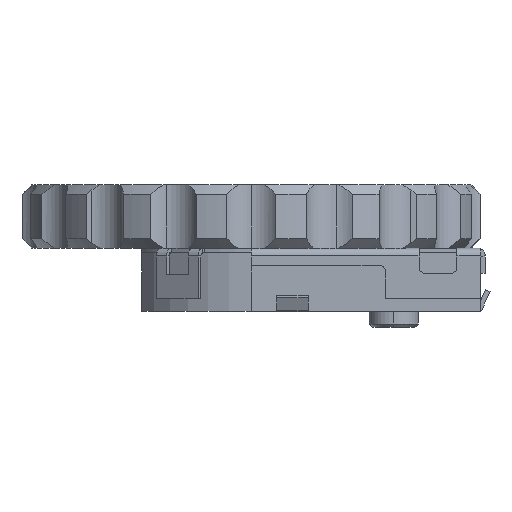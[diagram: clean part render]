
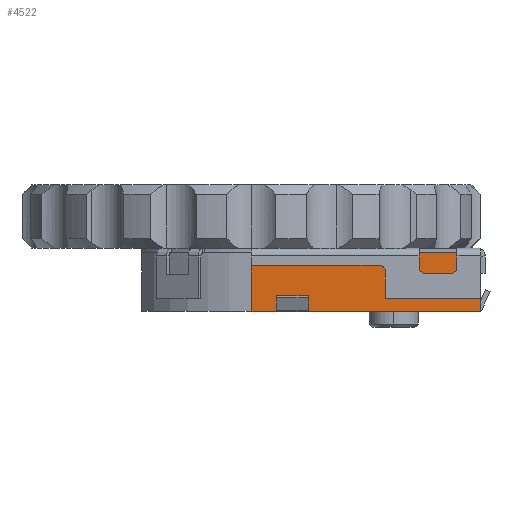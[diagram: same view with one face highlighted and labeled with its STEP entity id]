
A CAD part, left-side view. The second image highlights one B-rep face of the part: STEP entity #4522.
In plain terms, the highlighted planar face has unit normal (-1, 0, 0).
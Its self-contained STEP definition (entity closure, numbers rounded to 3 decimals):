
#362 = CARTESIAN_POINT ( 'NONE',  ( -5., 2.825, 0.262 ) ) ;
#1187 = EDGE_CURVE ( 'NONE', #15617, #22241, #4714, .T. ) ;
#1732 = EDGE_CURVE ( 'NONE', #12837, #1815, #12797, .T. ) ;
#1815 = VERTEX_POINT ( 'NONE', #14838 ) ;
#1931 = CARTESIAN_POINT ( 'NONE',  ( -5., 3.625, 1.85 ) ) ;
#1936 = DIRECTION ( 'NONE',  ( 0., 0., -1. ) ) ;
#2864 = VECTOR ( 'NONE', #20779, 1000. ) ;
#2887 = DIRECTION ( 'NONE',  ( 0., 0., -1. ) ) ;
#3159 = DIRECTION ( 'NONE',  ( 0., -1., 0. ) ) ;
#3706 = ORIENTED_EDGE ( 'NONE', *, *, #19366, .F. ) ;
#4522 = ADVANCED_FACE ( 'NONE', ( #10573 ), #8685, .F. ) ;
#4714 = LINE ( 'NONE', #17498, #2864 ) ;
#5024 = DIRECTION ( 'NONE',  ( 0., 0., -1. ) ) ;
#5698 = VERTEX_POINT ( 'NONE', #11141 ) ;
#5715 = LINE ( 'NONE', #14411, #14038 ) ;
#5905 = VECTOR ( 'NONE', #11358, 1000. ) ;
#6467 = LINE ( 'NONE', #13950, #7528 ) ;
#7528 = VECTOR ( 'NONE', #5024, 1000. ) ;
#7558 = ORIENTED_EDGE ( 'NONE', *, *, #17063, .F. ) ;
#7734 = LINE ( 'NONE', #11743, #11302 ) ;
#7872 = EDGE_CURVE ( 'NONE', #18383, #11913, #12902, .T. ) ;
#8685 = PLANE ( 'NONE',  #20925 ) ;
#8998 = EDGE_CURVE ( 'NONE', #5698, #18383, #13984, .T. ) ;
#9303 = VECTOR ( 'NONE', #10997, 1000. ) ;
#9384 = ORIENTED_EDGE ( 'NONE', *, *, #13508, .T. ) ;
#9879 = LINE ( 'NONE', #19229, #22815 ) ;
#10573 = FACE_OUTER_BOUND ( 'NONE', #14046, .T. ) ;
#10591 = ORIENTED_EDGE ( 'NONE', *, *, #7872, .T. ) ;
#10997 = DIRECTION ( 'NONE',  ( 0., -1., 0. ) ) ;
#10999 = CARTESIAN_POINT ( 'NONE',  ( -5., 3.625, 0.262 ) ) ;
#11141 = CARTESIAN_POINT ( 'NONE',  ( -5., 3.625, 1.85 ) ) ;
#11302 = VECTOR ( 'NONE', #2887, 1000. ) ;
#11358 = DIRECTION ( 'NONE',  ( 0., -1., 0. ) ) ;
#11743 = CARTESIAN_POINT ( 'NONE',  ( -5., -3.625, 1.85 ) ) ;
#11913 = VERTEX_POINT ( 'NONE', #12119 ) ;
#12119 = CARTESIAN_POINT ( 'NONE',  ( -5., 2.825, 0. ) ) ;
#12797 = LINE ( 'NONE', #10999, #5905 ) ;
#12837 = VERTEX_POINT ( 'NONE', #362 ) ;
#12902 = LINE ( 'NONE', #14719, #9303 ) ;
#13010 = VERTEX_POINT ( 'NONE', #13153 ) ;
#13153 = CARTESIAN_POINT ( 'NONE',  ( -5., -3.625, 1.85 ) ) ;
#13508 = EDGE_CURVE ( 'NONE', #1815, #15617, #5715, .T. ) ;
#13950 = CARTESIAN_POINT ( 'NONE',  ( -5., 2.825, 1.85 ) ) ;
#13984 = LINE ( 'NONE', #17863, #22425 ) ;
#14038 = VECTOR ( 'NONE', #1936, 1000. ) ;
#14046 = EDGE_LOOP ( 'NONE', ( #7558, #16458, #9384, #14698, #3706, #22324, #18315, #10591 ) ) ;
#14411 = CARTESIAN_POINT ( 'NONE',  ( -5., 1.825, 1.85 ) ) ;
#14698 = ORIENTED_EDGE ( 'NONE', *, *, #1187, .T. ) ;
#14719 = CARTESIAN_POINT ( 'NONE',  ( -5., 3.625, 0. ) ) ;
#14838 = CARTESIAN_POINT ( 'NONE',  ( -5., 1.825, 0.262 ) ) ;
#15617 = VERTEX_POINT ( 'NONE', #20103 ) ;
#16240 = DIRECTION ( 'NONE',  ( 0., 0., -1. ) ) ;
#16458 = ORIENTED_EDGE ( 'NONE', *, *, #1732, .T. ) ;
#17063 = EDGE_CURVE ( 'NONE', #12837, #11913, #6467, .T. ) ;
#17498 = CARTESIAN_POINT ( 'NONE',  ( -5., 3.625, 0. ) ) ;
#17863 = CARTESIAN_POINT ( 'NONE',  ( -5., 3.625, 1.85 ) ) ;
#18315 = ORIENTED_EDGE ( 'NONE', *, *, #8998, .T. ) ;
#18383 = VERTEX_POINT ( 'NONE', #22505 ) ;
#18394 = DIRECTION ( 'NONE',  ( 1., 0., 0. ) ) ;
#19229 = CARTESIAN_POINT ( 'NONE',  ( -5., 3.625, 1.85 ) ) ;
#19366 = EDGE_CURVE ( 'NONE', #13010, #22241, #7734, .T. ) ;
#20103 = CARTESIAN_POINT ( 'NONE',  ( -5., 1.825, 0. ) ) ;
#20779 = DIRECTION ( 'NONE',  ( 0., -1., 0. ) ) ;
#20925 = AXIS2_PLACEMENT_3D ( 'NONE', #1931, #18394, #23354 ) ;
#22241 = VERTEX_POINT ( 'NONE', #22599 ) ;
#22324 = ORIENTED_EDGE ( 'NONE', *, *, #22830, .F. ) ;
#22425 = VECTOR ( 'NONE', #16240, 1000. ) ;
#22505 = CARTESIAN_POINT ( 'NONE',  ( -5., 3.625, 0. ) ) ;
#22599 = CARTESIAN_POINT ( 'NONE',  ( -5., -3.625, 0. ) ) ;
#22815 = VECTOR ( 'NONE', #3159, 1000. ) ;
#22830 = EDGE_CURVE ( 'NONE', #5698, #13010, #9879, .T. ) ;
#23354 = DIRECTION ( 'NONE',  ( 0., 0., -1. ) ) ;
